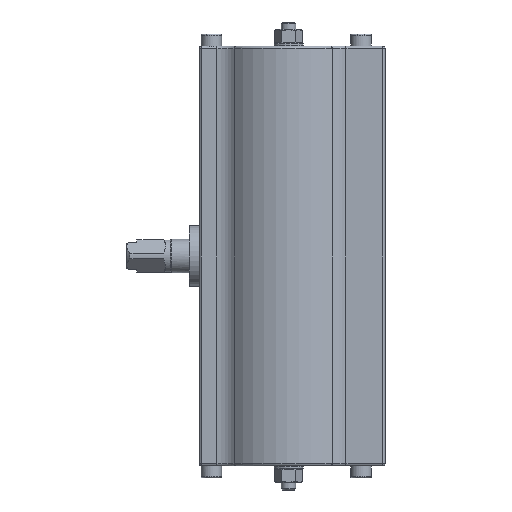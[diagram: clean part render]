
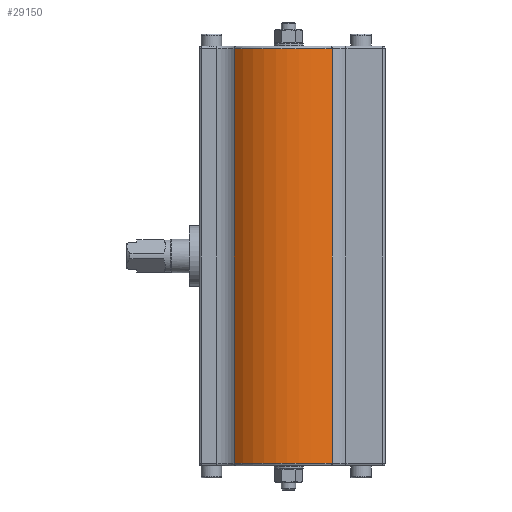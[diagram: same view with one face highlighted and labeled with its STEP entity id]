
A CAD part, left-side view. The second image highlights one B-rep face of the part: STEP entity #29150.
In plain terms, the highlighted cylindrical face has radius 31.5 mm (diameter 63 mm), a partial arc.
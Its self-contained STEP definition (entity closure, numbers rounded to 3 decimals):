
#18450=CARTESIAN_POINT('',(-22.012,22.533,-86.0));
#18451=VERTEX_POINT('',#18450);
#18470=CARTESIAN_POINT('',(-25.807,-18.062,-86.0));
#18471=VERTEX_POINT('',#18470);
#18479=CARTESIAN_POINT('',(0.,0.0,-86.0));
#18480=DIRECTION('',(0.,0.,-1.));
#18481=DIRECTION('',(-0.996,0.093,0.));
#18482=AXIS2_PLACEMENT_3D('',#18479,#18480,#18481);
#18483=CIRCLE('',#18482,31.5);
#18484=EDGE_CURVE('',#18471,#18451,#18483,.T.);
#25509=CARTESIAN_POINT('',(-22.012,22.533,86.));
#25510=VERTEX_POINT('',#25509);
#25518=CARTESIAN_POINT('',(-25.807,-18.062,86.));
#25519=VERTEX_POINT('',#25518);
#25520=CARTESIAN_POINT('',(0.,0.,86.));
#25521=DIRECTION('',(0.,0.,-1.));
#25522=DIRECTION('',(-0.996,0.093,0.));
#25523=AXIS2_PLACEMENT_3D('',#25520,#25521,#25522);
#25524=CIRCLE('',#25523,31.5);
#25525=EDGE_CURVE('',#25519,#25510,#25524,.T.);
#29122=CARTESIAN_POINT('',(-25.807,-18.062,-86.0));
#29123=DIRECTION('',(0.0,0.0,1.0));
#29124=VECTOR('',#29123,172.0);
#29125=LINE('',#29122,#29124);
#29126=EDGE_CURVE('',#18471,#25519,#29125,.T.);
#29134=CARTESIAN_POINT('',(0.0,0.0,0.0));
#29135=DIRECTION('',(0.0,0.0,1.0));
#29136=DIRECTION('',(-0.699,0.715,0.0));
#29137=AXIS2_PLACEMENT_3D('',#29134,#29135,#29136);
#29138=CYLINDRICAL_SURFACE('',#29137,31.5);
#29139=CARTESIAN_POINT('',(-22.012,22.533,-86.0));
#29140=DIRECTION('',(0.0,0.0,1.0));
#29141=VECTOR('',#29140,172.0);
#29142=LINE('',#29139,#29141);
#29143=EDGE_CURVE('',#18451,#25510,#29142,.T.);
#29144=ORIENTED_EDGE('',*,*,#29143,.F.);
#29145=ORIENTED_EDGE('',*,*,#18484,.F.);
#29146=ORIENTED_EDGE('',*,*,#29126,.T.);
#29147=ORIENTED_EDGE('',*,*,#25525,.T.);
#29148=EDGE_LOOP('',(#29144,#29145,#29146,#29147));
#29149=FACE_OUTER_BOUND('',#29148,.T.);
#29150=ADVANCED_FACE('',(#29149),#29138,.T.);
